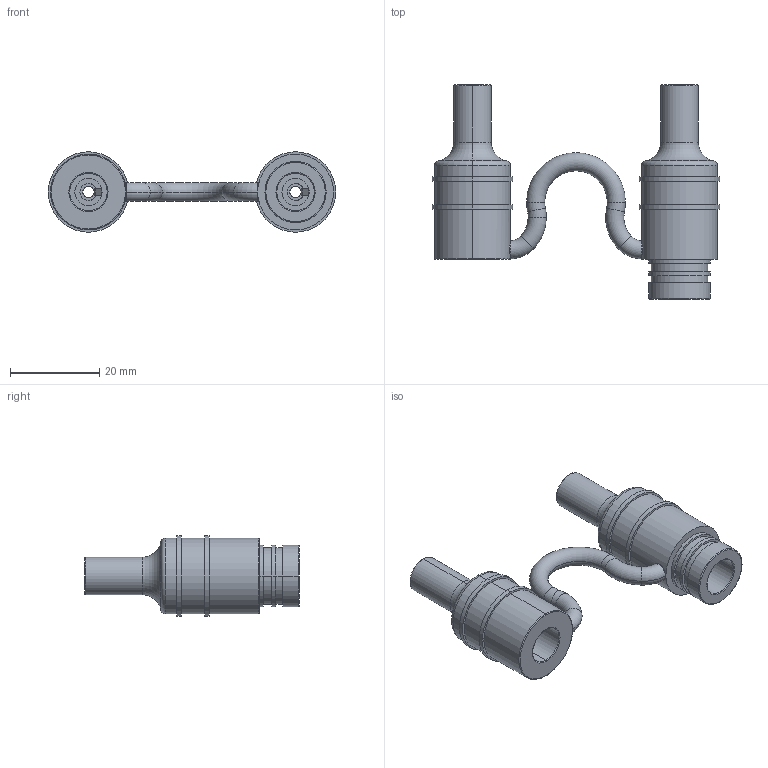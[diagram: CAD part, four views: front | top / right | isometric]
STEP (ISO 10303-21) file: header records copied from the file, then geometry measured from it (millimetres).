
FILE_DESCRIPTION (( 'STEP AP214' ), '1' );
FILE_NAME ('BF-308.STEP', '2022-12-29T03:25:03', ( '' ), ( '' ), 'SwSTEP 2.0', 'SolidWorks 2021', '' );
FILE_SCHEMA (( 'AUTOMOTIVE_DESIGN' ));
Length unit declared in the file: millimetre
Products named in the file (1): BF-308
Bounding box: 64.36 x 47.93 x 18 mm (x, y, z)
Volume: 11369.4 mm3; surface area: 8166.6 mm2
Topology: 3 solids, 3 shells, 161 faces, 353 edges, 213 vertices
Faces by surface type: cylinder 75, plane 43, torus 37, cone 4, bspline 2
Entity records: 4673 total; most frequent: DIRECTION 896, CARTESIAN_POINT 888, ORIENTED_EDGE 706, AXIS2_PLACEMENT_3D 392, EDGE_CURVE 353, CIRCLE 232, VERTEX_POINT 213, EDGE_LOOP 188
